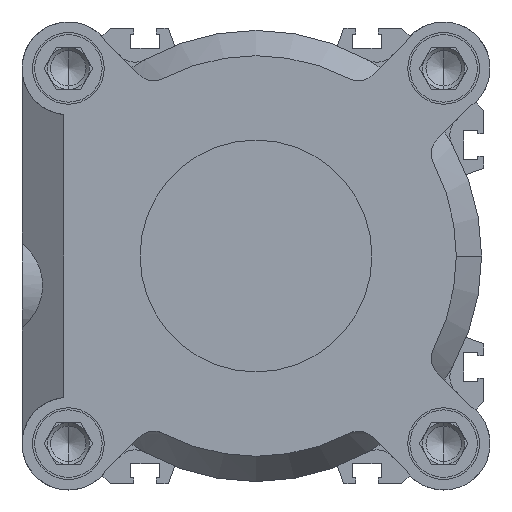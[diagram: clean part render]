
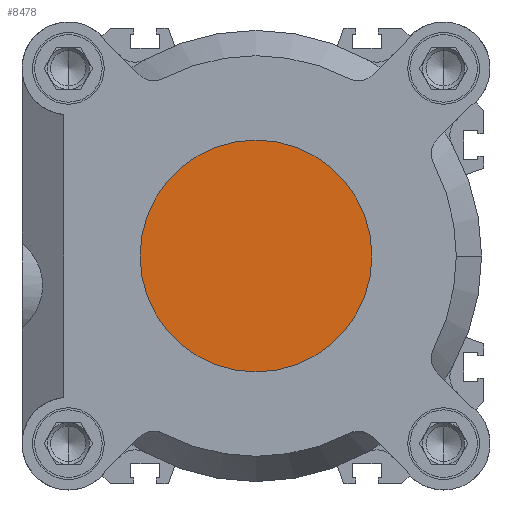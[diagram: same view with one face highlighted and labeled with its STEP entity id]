
A CAD part, left-side view. The second image highlights one B-rep face of the part: STEP entity #8478.
In plain terms, the highlighted face is planar.
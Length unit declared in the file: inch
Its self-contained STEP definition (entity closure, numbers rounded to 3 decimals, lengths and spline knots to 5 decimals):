
#862 = CARTESIAN_POINT ( 'NONE',  ( 1.73228, 0., -1.08268 ) ) ;
#1078 = CARTESIAN_POINT ( 'NONE',  ( 1.73228, 0., 0. ) ) ;
#1580 = CARTESIAN_POINT ( 'NONE',  ( 1.73228, 1.08268, 0. ) ) ;
#1878 = ORIENTED_EDGE ( 'NONE', *, *, #13767, .F. ) ;
#2057 = ORIENTED_EDGE ( 'NONE', *, *, #9795, .F. ) ;
#2188 = DIRECTION ( 'NONE',  ( 0., 0., 1. ) ) ;
#2427 = VERTEX_POINT ( 'NONE', #862 ) ;
#3806 = DIRECTION ( 'NONE',  ( -1., 0., 0. ) ) ;
#4049 = EDGE_LOOP ( 'NONE', ( #1878, #2057 ) ) ;
#6104 = DIRECTION ( 'NONE',  ( -1., 0., 0. ) ) ;
#6171 = AXIS2_PLACEMENT_3D ( 'NONE', #1078, #8915, #2188 ) ;
#7895 = FACE_OUTER_BOUND ( 'NONE', #4049, .T. ) ;
#8478 = ADVANCED_FACE ( 'NONE', ( #7895 ), #10558, .F. ) ;
#8915 = DIRECTION ( 'NONE',  ( -1., 0., 0. ) ) ;
#9795 = EDGE_CURVE ( 'NONE', #2427, #10833, #13217, .T. ) ;
#10202 = AXIS2_PLACEMENT_3D ( 'NONE', #1580, #6104, #13838 ) ;
#10483 = AXIS2_PLACEMENT_3D ( 'NONE', #10541, #3806, #11645 ) ;
#10541 = CARTESIAN_POINT ( 'NONE',  ( 1.73228, 0., 0. ) ) ;
#10558 = PLANE ( 'NONE',  #10202 ) ;
#10832 = CIRCLE ( 'NONE', #10483, 1.08268 ) ;
#10833 = VERTEX_POINT ( 'NONE', #14078 ) ;
#11645 = DIRECTION ( 'NONE',  ( 0., 0., 1. ) ) ;
#13217 = CIRCLE ( 'NONE', #6171, 1.08268 ) ;
#13767 = EDGE_CURVE ( 'NONE', #10833, #2427, #10832, .T. ) ;
#13838 = DIRECTION ( 'NONE',  ( 0., 0., 1. ) ) ;
#14078 = CARTESIAN_POINT ( 'NONE',  ( 1.73228, 0., 1.08268 ) ) ;
